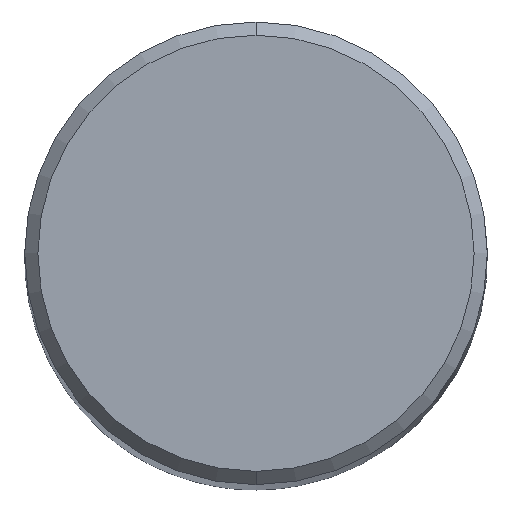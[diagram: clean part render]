
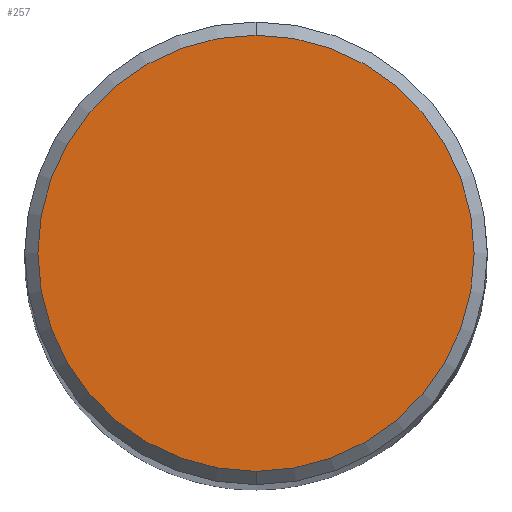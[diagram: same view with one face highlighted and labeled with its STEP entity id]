
A CAD part, top view. The second image highlights one B-rep face of the part: STEP entity #257.
In plain terms, the highlighted planar face has unit normal (0, 0, 1).
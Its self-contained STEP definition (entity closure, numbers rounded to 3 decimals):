
#113=EDGE_CURVE('NONE',#225,#201,#307,.T.);
#201=VERTEX_POINT('NONE',#405);
#225=VERTEX_POINT('NONE',#431);
#233=EDGE_CURVE('NONE',#201,#225,#439,.F.);
#257=ADVANCED_FACE('NONE',(#465),#466,.F.);
#307=CIRCLE('',#510,3.3);
#405=CARTESIAN_POINT('',(0.0,3.3,0.0));
#431=CARTESIAN_POINT('',(0.,-3.3,0.0));
#439=CIRCLE('',#1283,3.3);
#465=FACE_OUTER_BOUND('',#1345,.T.);
#466=PLANE('',#1346);
#510=AXIS2_PLACEMENT_3D('',#1395,#1396,#1397);
#1283=AXIS2_PLACEMENT_3D('',#1537,#1538,#1539);
#1345=EDGE_LOOP('',(#1566,#1567));
#1346=AXIS2_PLACEMENT_3D('',#1568,#1569,#1570);
#1395=CARTESIAN_POINT('',(0.0,0.0,0.0));
#1396=DIRECTION('',(-0.0,0.0,1.0));
#1397=DIRECTION('',(0.0,1.0,0.0));
#1537=CARTESIAN_POINT('',(0.0,0.0,0.0));
#1538=DIRECTION('',(0.0,0.0,-1.0));
#1539=DIRECTION('',(0.0,1.0,0.0));
#1566=ORIENTED_EDGE('',*,*,#233,.T.);
#1567=ORIENTED_EDGE('',*,*,#113,.T.);
#1568=CARTESIAN_POINT('',(0.0,0.0,0.0));
#1569=DIRECTION('',(0.0,0.0,-1.0));
#1570=DIRECTION('',(1.0,0.0,0.0));
